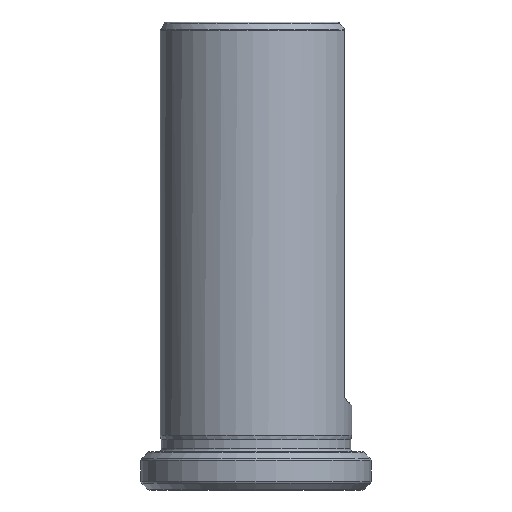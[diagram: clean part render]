
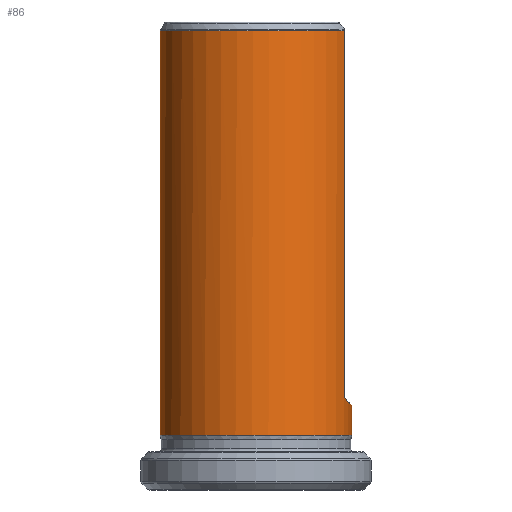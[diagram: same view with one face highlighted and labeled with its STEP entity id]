
A CAD part, left-side view. The second image highlights one B-rep face of the part: STEP entity #86.
In plain terms, the highlighted cylindrical face has radius 12.5 mm (diameter 25 mm), a full revolution.
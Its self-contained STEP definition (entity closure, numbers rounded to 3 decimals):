
#47=ELLIPSE('',#403,17.678,12.5);
#50=LINE('',#585,#55);
#51=LINE('',#589,#56);
#55=VECTOR('',#479,1.);
#56=VECTOR('',#482,1.);
#76=CYLINDRICAL_SURFACE('',#405,12.5);
#86=ADVANCED_FACE('',(#124,#125),#76,.T.);
#124=FACE_BOUND('',#162,.T.);
#125=FACE_BOUND('',#163,.T.);
#162=EDGE_LOOP('',(#206,#207,#208,#209));
#163=EDGE_LOOP('',(#210));
#206=ORIENTED_EDGE('',*,*,#304,.T.);
#207=ORIENTED_EDGE('',*,*,#305,.F.);
#208=ORIENTED_EDGE('',*,*,#306,.F.);
#209=ORIENTED_EDGE('',*,*,#307,.F.);
#210=ORIENTED_EDGE('',*,*,#308,.F.);
#274=VERTEX_POINT('',#583);
#275=VERTEX_POINT('',#584);
#276=VERTEX_POINT('',#586);
#277=VERTEX_POINT('',#588);
#278=VERTEX_POINT('',#591);
#304=EDGE_CURVE('',#274,#275,#340,.T.);
#305=EDGE_CURVE('',#276,#275,#50,.T.);
#306=EDGE_CURVE('',#277,#276,#47,.T.);
#307=EDGE_CURVE('',#274,#277,#51,.T.);
#308=EDGE_CURVE('',#278,#278,#341,.T.);
#340=CIRCLE('',#402,12.5);
#341=CIRCLE('',#404,12.5);
#402=AXIS2_PLACEMENT_3D('',#582,#477,#478);
#403=AXIS2_PLACEMENT_3D('',#587,#480,#481);
#404=AXIS2_PLACEMENT_3D('',#590,#483,#484);
#405=AXIS2_PLACEMENT_3D('',#592,#485,#486);
#477=DIRECTION('',(0.,0.,-1.));
#478=DIRECTION('',(0.,1.,0.));
#479=DIRECTION('',(0.,0.,1.));
#480=DIRECTION('',(0.,-0.707,0.707));
#481=DIRECTION('',(0.,0.707,0.707));
#482=DIRECTION('',(0.,0.,-1.));
#483=DIRECTION('',(0.,0.,-1.));
#484=DIRECTION('',(0.,-1.,0.));
#485=DIRECTION('',(0.,0.,1.));
#486=DIRECTION('',(0.,1.,0.));
#582=CARTESIAN_POINT('',(0.,0.,54.866));
#583=CARTESIAN_POINT('',(-4.899,-11.5,54.866));
#584=CARTESIAN_POINT('',(4.899,-11.5,54.866));
#585=CARTESIAN_POINT('',(4.899,-11.5,60.));
#586=CARTESIAN_POINT('',(4.899,-11.5,7.));
#587=CARTESIAN_POINT('',(0.,0.,18.5));
#588=CARTESIAN_POINT('',(-4.899,-11.5,7.));
#589=CARTESIAN_POINT('',(-4.899,-11.5,60.));
#590=CARTESIAN_POINT('',(0.,0.,2.127));
#591=CARTESIAN_POINT('',(0.,-12.5,2.127));
#592=CARTESIAN_POINT('',(0.,0.,60.));
